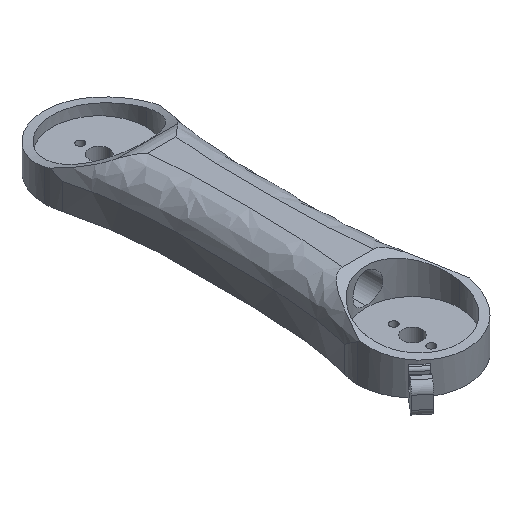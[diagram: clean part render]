
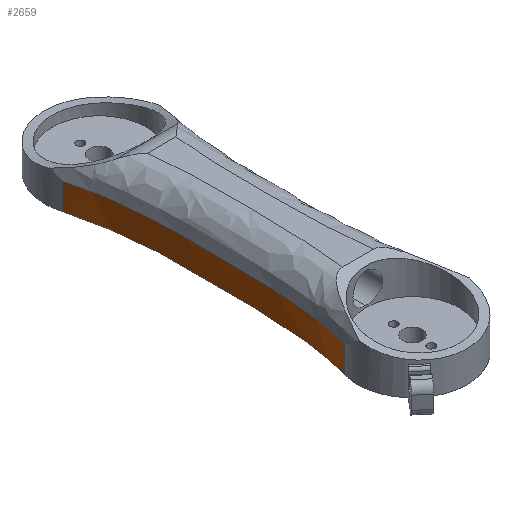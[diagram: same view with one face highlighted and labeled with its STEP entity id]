
A CAD part, isometric view. The second image highlights one B-rep face of the part: STEP entity #2659.
In plain terms, the highlighted free-form (B-spline) face has degree [3, 1] with [5, 2] control points.
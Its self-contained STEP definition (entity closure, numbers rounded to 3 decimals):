
#143 = EDGE_CURVE ( 'NONE', #339, #1208, #1328, .T. ) ;
#256 = CARTESIAN_POINT ( 'NONE',  ( -20.125, 6., 10. ) ) ;
#339 = VERTEX_POINT ( 'NONE', #2119 ) ;
#352 = B_SPLINE_CURVE_WITH_KNOTS ( 'NONE', 3,
 ( #812, #2694, #514, #1030, #1181 ),
 .UNSPECIFIED., .F., .F.,
 ( 4, 1, 4 ),
 ( 0., 0.5, 1. ),
 .UNSPECIFIED. ) ;
#353 = CARTESIAN_POINT ( 'NONE',  ( -16.014, 30.605, 10. ) ) ;
#367 = CARTESIAN_POINT ( 'NONE',  ( -18.925, 10.426, 10. ) ) ;
#500 = CARTESIAN_POINT ( 'NONE',  ( -20.125, 114., 21. ) ) ;
#514 = CARTESIAN_POINT ( 'NONE',  ( -14.459, 60.786, 0. ) ) ;
#547 = CARTESIAN_POINT ( 'NONE',  ( -15.027, 55.486, 10. ) ) ;
#551 = B_SPLINE_CURVE_WITH_KNOTS ( 'NONE', 3,
 ( #1450, #2526, #367, #1648, #996, #1438, #761, #2324, #353, #2734, #1621, #2695, #547, #1664, #593, #2488, #2747, #1210, #564, #1872, #2114, #605, #2057, #1407 ),
 .UNSPECIFIED., .F., .F.,
 ( 4, 2, 2, 2, 2, 2, 2, 2, 2, 2, 2, 4 ),
 ( 0., 0.007, 0.014, 0.021, 0.027, 0.041, 0.055, 0.069, 0.082, 0.089, 0.096, 0.11 ),
 .UNSPECIFIED. ) ;
#564 = CARTESIAN_POINT ( 'NONE',  ( -16.002, 91.737, 10. ) ) ;
#593 = CARTESIAN_POINT ( 'NONE',  ( -14.974, 69.094, 10. ) ) ;
#605 = CARTESIAN_POINT ( 'NONE',  ( -17.872, 105.21, 10. ) ) ;
#653 = CARTESIAN_POINT ( 'NONE',  ( -15.775, 20.589, 0. ) ) ;
#668 = CARTESIAN_POINT ( 'NONE',  ( -20.125, 114., 10. ) ) ;
#674 = LINE ( 'NONE', #500, #2733 ) ;
#682 = CARTESIAN_POINT ( 'NONE',  ( -15.307, 97.84, 10. ) ) ;
#695 = CARTESIAN_POINT ( 'NONE',  ( -14.459, 60.786, 10. ) ) ;
#761 = CARTESIAN_POINT ( 'NONE',  ( -16.672, 23.852, 10. ) ) ;
#810 = ORIENTED_EDGE ( 'NONE', *, *, #847, .T. ) ;
#812 = CARTESIAN_POINT ( 'NONE',  ( -20.125, 114., 0. ) ) ;
#847 = EDGE_CURVE ( 'NONE', #2286, #1115, #674, .T. ) ;
#853 = CARTESIAN_POINT ( 'NONE',  ( -15.775, 20.589, 10. ) ) ;
#868 = CARTESIAN_POINT ( 'NONE',  ( -20.125, 114., 0. ) ) ;
#918 = ORIENTED_EDGE ( 'NONE', *, *, #2355, .T. ) ;
#996 = CARTESIAN_POINT ( 'NONE',  ( -17.608, 17.123, 10. ) ) ;
#1030 = CARTESIAN_POINT ( 'NONE',  ( -15.775, 20.589, 0. ) ) ;
#1115 = VERTEX_POINT ( 'NONE', #2182 ) ;
#1161 = DIRECTION ( 'NONE',  ( 0., 0., -1. ) ) ;
#1181 = CARTESIAN_POINT ( 'NONE',  ( -20.125, 6., 0. ) ) ;
#1208 = VERTEX_POINT ( 'NONE', #2248 ) ;
#1210 = CARTESIAN_POINT ( 'NONE',  ( -15.802, 89.475, 10. ) ) ;
#1282 = FACE_OUTER_BOUND ( 'NONE', #1807, .T. ) ;
#1328 = LINE ( 'NONE', #1753, #2664 ) ;
#1407 = CARTESIAN_POINT ( 'NONE',  ( -20.125, 114., 10. ) ) ;
#1438 = CARTESIAN_POINT ( 'NONE',  ( -16.946, 21.606, 10. ) ) ;
#1450 = CARTESIAN_POINT ( 'NONE',  ( -20.125, 6., 10. ) ) ;
#1463 = EDGE_CURVE ( 'NONE', #1115, #1208, #352, .T. ) ;
#1537 = CARTESIAN_POINT ( 'NONE',  ( -15.307, 97.84, 0. ) ) ;
#1621 = CARTESIAN_POINT ( 'NONE',  ( -15.337, 41.895, 10. ) ) ;
#1648 = CARTESIAN_POINT ( 'NONE',  ( -17.994, 14.886, 10. ) ) ;
#1664 = CARTESIAN_POINT ( 'NONE',  ( -14.972, 64.559, 10. ) ) ;
#1688 = B_SPLINE_SURFACE_WITH_KNOTS ( 'NONE', 3, 1, ( 
 ( #668, #868 ),
 ( #682, #1537 ),
 ( #695, #1720 ),
 ( #853, #653 ),
 ( #256, #2179 ) ),
 .UNSPECIFIED., .F., .F., .F.,
 ( 4, 1, 4 ),
 ( 2, 2 ),
 ( 0., 0.5, 1. ),
 ( 0., 1. ),
 .UNSPECIFIED. ) ;
#1720 = CARTESIAN_POINT ( 'NONE',  ( -14.459, 60.786, 0. ) ) ;
#1753 = CARTESIAN_POINT ( 'NONE',  ( -20.125, 6., 21. ) ) ;
#1788 = CARTESIAN_POINT ( 'NONE',  ( -20.125, 114., 10. ) ) ;
#1807 = EDGE_LOOP ( 'NONE', ( #2768, #918, #810, #2269 ) ) ;
#1872 = CARTESIAN_POINT ( 'NONE',  ( -16.501, 96.251, 10. ) ) ;
#2057 = CARTESIAN_POINT ( 'NONE',  ( -18.824, 109.638, 10. ) ) ;
#2114 = CARTESIAN_POINT ( 'NONE',  ( -16.799, 98.5, 10. ) ) ;
#2119 = CARTESIAN_POINT ( 'NONE',  ( -20.125, 6., 10. ) ) ;
#2179 = CARTESIAN_POINT ( 'NONE',  ( -20.125, 6., 0. ) ) ;
#2182 = CARTESIAN_POINT ( 'NONE',  ( -20.125, 114., 0. ) ) ;
#2248 = CARTESIAN_POINT ( 'NONE',  ( -20.125, 6., 0. ) ) ;
#2269 = ORIENTED_EDGE ( 'NONE', *, *, #1463, .T. ) ;
#2286 = VERTEX_POINT ( 'NONE', #1788 ) ;
#2324 = CARTESIAN_POINT ( 'NONE',  ( -16.205, 28.352, 10. ) ) ;
#2355 = EDGE_CURVE ( 'NONE', #339, #2286, #551, .T. ) ;
#2488 = CARTESIAN_POINT ( 'NONE',  ( -15.146, 78.159, 10. ) ) ;
#2526 = CARTESIAN_POINT ( 'NONE',  ( -19.47, 8.196, 10. ) ) ;
#2617 = DIRECTION ( 'NONE',  ( 0., 0., -1. ) ) ;
#2659 = ADVANCED_FACE ( 'NONE', ( #1282 ), #1688, .F. ) ;
#2664 = VECTOR ( 'NONE', #2617, 1000. ) ;
#2694 = CARTESIAN_POINT ( 'NONE',  ( -15.307, 97.84, 0. ) ) ;
#2695 = CARTESIAN_POINT ( 'NONE',  ( -15.084, 50.951, 10. ) ) ;
#2733 = VECTOR ( 'NONE', #1161, 1000. ) ;
#2734 = CARTESIAN_POINT ( 'NONE',  ( -15.533, 37.373, 10. ) ) ;
#2747 = CARTESIAN_POINT ( 'NONE',  ( -15.316, 82.689, 10. ) ) ;
#2768 = ORIENTED_EDGE ( 'NONE', *, *, #143, .F. ) ;
